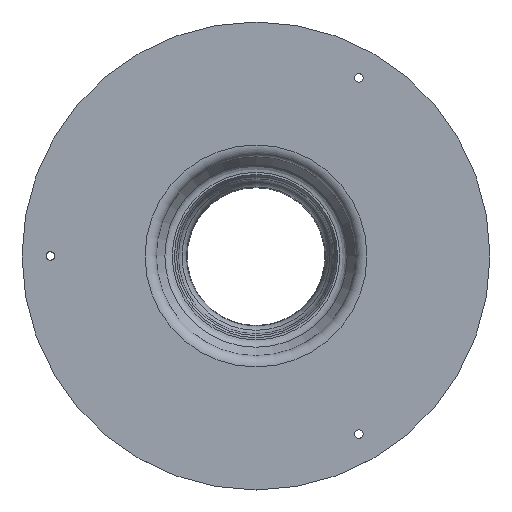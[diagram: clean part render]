
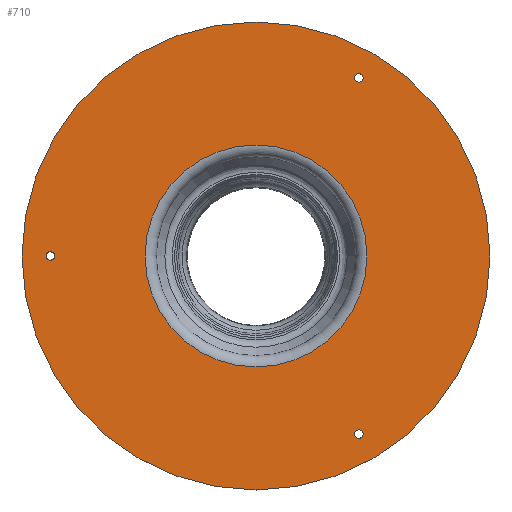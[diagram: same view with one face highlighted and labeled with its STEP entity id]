
A CAD part, top view. The second image highlights one B-rep face of the part: STEP entity #710.
In plain terms, the highlighted planar face has unit normal (0, 0, 1).
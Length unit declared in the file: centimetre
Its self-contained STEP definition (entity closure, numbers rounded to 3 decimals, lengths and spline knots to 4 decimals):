
#23=FACE_BOUND('',#177,.T.);
#24=FACE_BOUND('',#178,.T.);
#25=FACE_BOUND('',#179,.T.);
#26=FACE_BOUND('',#180,.T.);
#33=PLANE('',#816);
#135=FACE_OUTER_BOUND('',#176,.T.);
#176=EDGE_LOOP('',(#604));
#177=EDGE_LOOP('',(#605));
#178=EDGE_LOOP('',(#606));
#179=EDGE_LOOP('',(#607));
#180=EDGE_LOOP('',(#608));
#237=CIRCLE('',#783,3.);
#239=CIRCLE('',#786,3.);
#241=CIRCLE('',#789,3.);
#259=CIRCLE('',#814,78.2516);
#261=CIRCLE('',#817,165.);
#313=VERTEX_POINT('',#1229);
#315=VERTEX_POINT('',#1235);
#317=VERTEX_POINT('',#1241);
#332=VERTEX_POINT('',#1285);
#333=VERTEX_POINT('',#1289);
#399=EDGE_CURVE('',#313,#313,#237,.T.);
#402=EDGE_CURVE('',#315,#315,#239,.T.);
#405=EDGE_CURVE('',#317,#317,#241,.T.);
#427=EDGE_CURVE('',#332,#332,#259,.T.);
#429=EDGE_CURVE('',#333,#333,#261,.T.);
#604=ORIENTED_EDGE('',*,*,#429,.F.);
#605=ORIENTED_EDGE('',*,*,#399,.T.);
#606=ORIENTED_EDGE('',*,*,#402,.T.);
#607=ORIENTED_EDGE('',*,*,#405,.T.);
#608=ORIENTED_EDGE('',*,*,#427,.T.);
#710=ADVANCED_FACE('',(#135,#23,#24,#25,#26),#33,.T.);
#783=AXIS2_PLACEMENT_3D('',#1230,#979,#980);
#786=AXIS2_PLACEMENT_3D('',#1236,#986,#987);
#789=AXIS2_PLACEMENT_3D('',#1242,#993,#994);
#814=AXIS2_PLACEMENT_3D('',#1286,#1047,#1048);
#816=AXIS2_PLACEMENT_3D('',#1288,#1051,#1052);
#817=AXIS2_PLACEMENT_3D('',#1290,#1053,#1054);
#979=DIRECTION('center_axis',(0.,0.,-1.));
#980=DIRECTION('ref_axis',(-1.,0.,0.));
#986=DIRECTION('center_axis',(0.,0.,-1.));
#987=DIRECTION('ref_axis',(-1.,0.,0.));
#993=DIRECTION('center_axis',(0.,0.,-1.));
#994=DIRECTION('ref_axis',(-1.,0.,0.));
#1047=DIRECTION('center_axis',(0.,0.,-1.));
#1048=DIRECTION('ref_axis',(1.,0.,0.));
#1051=DIRECTION('center_axis',(0.,0.,1.));
#1052=DIRECTION('ref_axis',(0.,-1.,0.));
#1053=DIRECTION('center_axis',(0.,0.,-1.));
#1054=DIRECTION('ref_axis',(1.,0.,0.));
#1229=CARTESIAN_POINT('',(-142.,0.,270.));
#1230=CARTESIAN_POINT('Origin',(-145.,0.,270.));
#1235=CARTESIAN_POINT('',(75.5,125.5737,270.));
#1236=CARTESIAN_POINT('Origin',(72.5,125.5737,270.));
#1241=CARTESIAN_POINT('',(75.5,-125.5737,270.));
#1242=CARTESIAN_POINT('Origin',(72.5,-125.5737,270.));
#1285=CARTESIAN_POINT('',(0.,-78.2516,270.));
#1286=CARTESIAN_POINT('Origin',(0.,0.,270.));
#1288=CARTESIAN_POINT('Origin',(-165.,0.,270.));
#1289=CARTESIAN_POINT('',(165.,0.,270.));
#1290=CARTESIAN_POINT('Origin',(0.,0.,270.));
